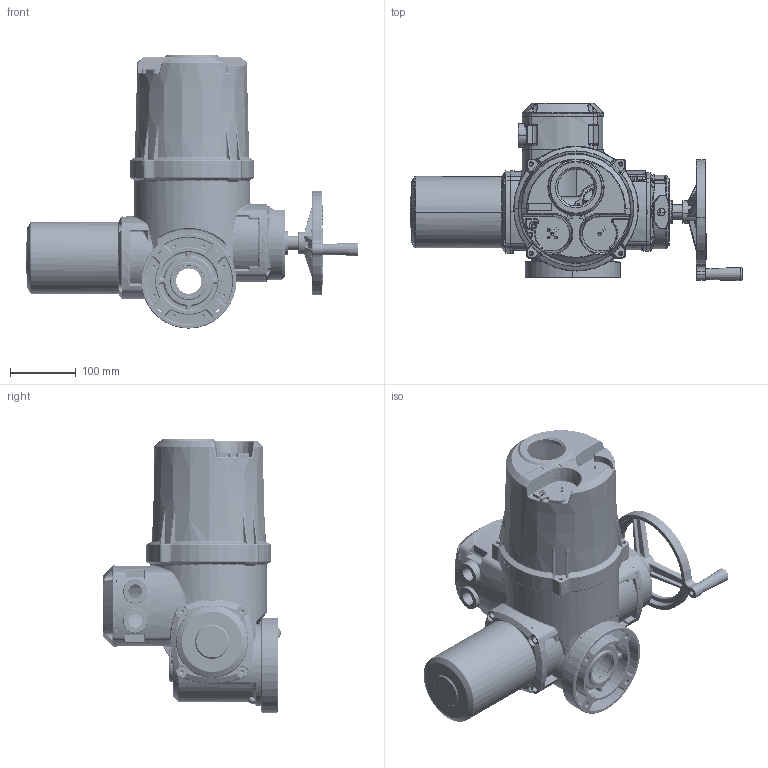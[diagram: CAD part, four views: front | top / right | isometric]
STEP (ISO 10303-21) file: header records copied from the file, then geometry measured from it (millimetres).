
FILE_DESCRIPTION(/* description */ (''),/* implementation_level */ '2;1');
FILE_NAME(/* name */ 'эпр-м 100-120 БЛОК.stp',/* time_stamp */ '2023-06-30T12:27:33+03:00',/* author */ ('Роман'),/* organization */ (''),/* preprocessor_version */ 'ST-DEVELOPER v18.1',/* originating_system */ 'AutoCAD Mechanical',/* authorisation */ '');
FILE_SCHEMA (('AUTOMOTIVE_DESIGN { 1 0 10303 214 3 1 1 }'));
Length unit declared in the file: millimetre
Products named in the file (11): Product; 3уук; AZBC00-12-01 ÖÇÄÜÐÍÏä
¸Ç; AZC00-08-01 ÊÖÂÖ¸Ç; AZC00-08-02 ÊÖÂÖÖá£¨¸
Ä£©; AZC00-08-11-01 D160ÊÖÂÖ; AZC00-08-11-02 ÊÖ±ú; AZC00-13-01 Á½¿×½ÓÏßº
Ð; AZC15-02-05 Á¬½ÓÅÌ; AZC15-04-01 µç»ú¿Ç; AZC15-01 ÏäÌå
Assembly tree (10 placements, depth 3):
  Product
    3уук
      AZBC00-12-01 ÖÇÄÜÐÍÏä
¸Ç
      AZC00-08-01 ÊÖÂÖ¸Ç
      AZC00-08-02 ÊÖÂÖÖá£¨¸
Ä£©
      AZC00-08-11-01 D160ÊÖÂÖ
      AZC00-08-11-02 ÊÖ±ú
      AZC00-13-01 Á½¿×½ÓÏßº
Ð
      AZC15-02-05 Á¬½ÓÅÌ
      AZC15-04-01 µç»ú¿Ç
      AZC15-01 ÏäÌå
Bounding box: 506 x 270.82 x 416.5 mm (x, y, z)
Volume: 2839575.7 mm3; surface area: 1118380.2 mm2
Topology: 11 solids, 13 shells, 4361 faces, 10732 edges, 6190 vertices
Faces by surface type: cylinder 1434, bspline 1041, torus 694, plane 684, cone 283, sphere 225
Full cylindrical faces by diameter (mm): 2.892 x4
Entity records: 232925 total; most frequent: CARTESIAN_POINT 136534, ORIENTED_EDGE 20760, DIRECTION 20088, EDGE_CURVE 10380, AXIS2_PLACEMENT_3D 8632, VERTEX_POINT 6190, CIRCLE 5082, EDGE_LOOP 4632
